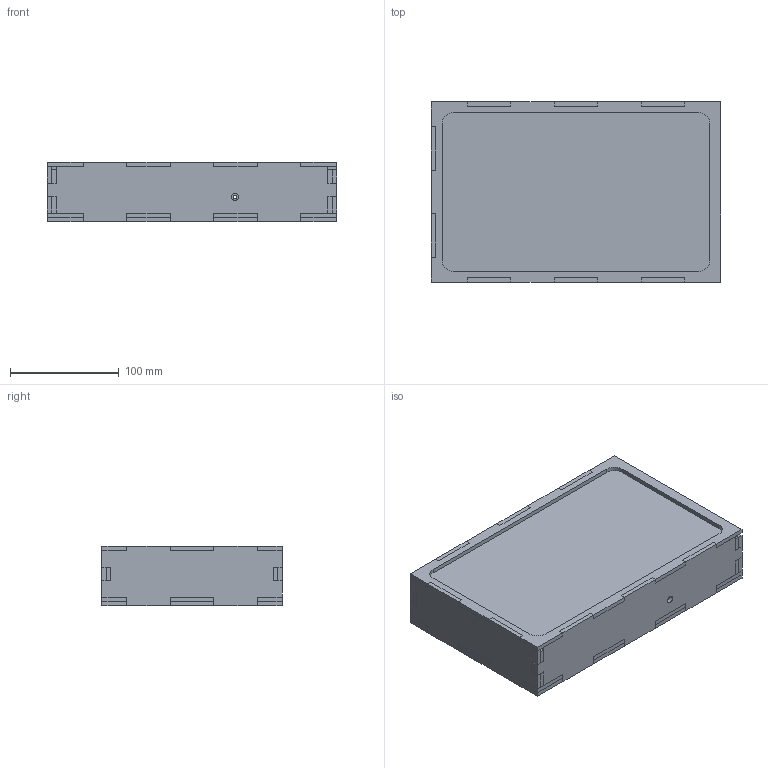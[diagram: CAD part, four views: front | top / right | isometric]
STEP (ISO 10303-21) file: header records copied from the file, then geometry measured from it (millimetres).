
FILE_DESCRIPTION(('FreeCAD Model'),'2;1');
FILE_NAME( 'BreadBoardBox.step', '2018-02-19T23:58:21',('Author'),(''), 'Open CASCADE STEP processor 7.1','FreeCAD','Unknown');
FILE_SCHEMA(('AUTOMOTIVE_DESIGN_CC2 { 1 2 10303 214 -1 1 5 4 }'));
Length unit declared in the file: millimetre
Products named in the file (19): RightOut_Body; BottomIn_Body; BottomOut_Body; RightIn_Body; LeftOut_Body; LeftIn_Body; TopOut_Body; TopIn_Body; BaseOut_Body; BaseIn_Body; LidSlide_Body; InsideSize_XY_Sketch; InsideSize_XZ_Sketch; InsideSize_YZ_Sketch; LidOut_Body; LidSlide_Pad; BreadBoard_Positions_Sketch; BottomOut_BBClamp_Hole; BottomIn_BBClamp_Hole
Bounding box: 266 x 166 x 55 mm (x, y, z)
Volume: 987335.9 mm3; surface area: 583459.3 mm2
Topology: 15 solids, 15 shells, 500 faces, 1437 edges, 994 vertices
Faces by surface type: plane 438, cylinder 62
Full cylindrical faces by diameter (mm): 3.2 x4, 3.3 x24, 6.6 x24, 24 x2
Entity records: 35055 total; most frequent: CARTESIAN_POINT 6188, DIRECTION 5187, LINE 3861, VECTOR 3861, ORIENTED_EDGE 2820, PCURVE 2820, DEFINITIONAL_REPRESENTATION 2820, EDGE_CURVE 1410
